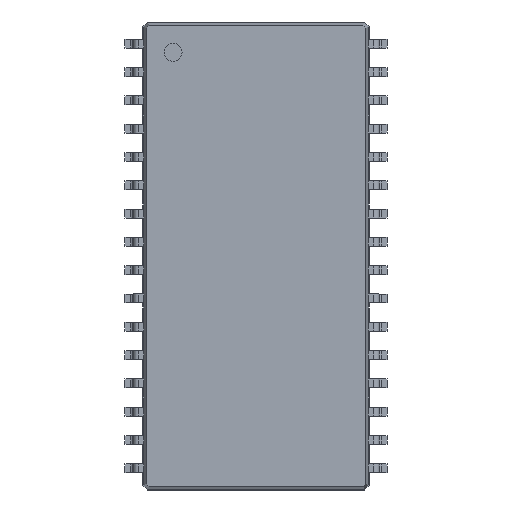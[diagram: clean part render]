
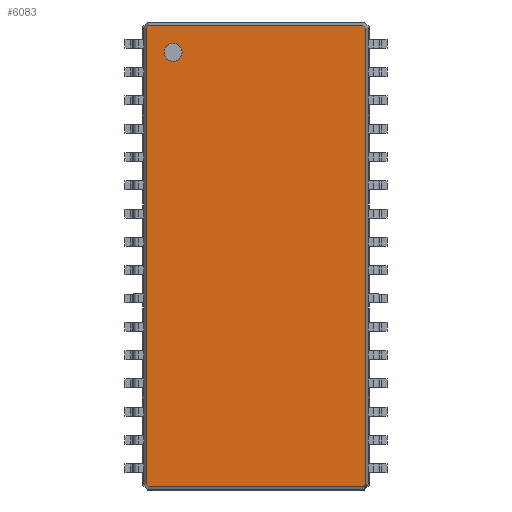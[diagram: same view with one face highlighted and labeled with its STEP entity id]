
A CAD part, top view. The second image highlights one B-rep face of the part: STEP entity #6083.
In plain terms, the highlighted planar face has unit normal (0, 0, 1).
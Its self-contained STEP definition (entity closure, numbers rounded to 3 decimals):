
#2182 = VERTEX_POINT('',#2183);
#2183 = CARTESIAN_POINT('',(4.918,-10.219,1.35));
#2188 = EDGE_CURVE('',#2189,#2182,#2191,.T.);
#2189 = VERTEX_POINT('',#2190);
#2190 = CARTESIAN_POINT('',(4.918,10.219,1.35));
#2191 = LINE('',#2192,#2193);
#2192 = CARTESIAN_POINT('',(4.918,10.219,1.35));
#2193 = VECTOR('',#2194,1.);
#2194 = DIRECTION('',(0.,-1.,0.));
#6047 = EDGE_CURVE('',#6048,#2189,#6050,.T.);
#6048 = VERTEX_POINT('',#6049);
#6049 = CARTESIAN_POINT('',(4.799,10.338,1.35));
#6050 = LINE('',#6051,#6052);
#6051 = CARTESIAN_POINT('',(4.799,10.338,1.35));
#6052 = VECTOR('',#6053,1.);
#6053 = DIRECTION('',(0.707,-0.707,0.));
#6083 = ADVANCED_FACE('',(#6084,#6134),#6145,.T.);
#6084 = FACE_BOUND('',#6085,.T.);
#6085 = EDGE_LOOP('',(#6086,#6094,#6102,#6110,#6118,#6126,#6132,#6133));
#6086 = ORIENTED_EDGE('',*,*,#6087,.F.);
#6087 = EDGE_CURVE('',#6088,#6048,#6090,.T.);
#6088 = VERTEX_POINT('',#6089);
#6089 = CARTESIAN_POINT('',(-4.799,10.338,1.35));
#6090 = LINE('',#6091,#6092);
#6091 = CARTESIAN_POINT('',(-4.799,10.338,1.35));
#6092 = VECTOR('',#6093,1.);
#6093 = DIRECTION('',(1.,0.,0.));
#6094 = ORIENTED_EDGE('',*,*,#6095,.F.);
#6095 = EDGE_CURVE('',#6096,#6088,#6098,.T.);
#6096 = VERTEX_POINT('',#6097);
#6097 = CARTESIAN_POINT('',(-4.918,10.219,1.35));
#6098 = LINE('',#6099,#6100);
#6099 = CARTESIAN_POINT('',(-4.918,10.219,1.35));
#6100 = VECTOR('',#6101,1.);
#6101 = DIRECTION('',(0.707,0.707,0.));
#6102 = ORIENTED_EDGE('',*,*,#6103,.F.);
#6103 = EDGE_CURVE('',#6104,#6096,#6106,.T.);
#6104 = VERTEX_POINT('',#6105);
#6105 = CARTESIAN_POINT('',(-4.918,-10.219,1.35));
#6106 = LINE('',#6107,#6108);
#6107 = CARTESIAN_POINT('',(-4.918,-10.219,1.35));
#6108 = VECTOR('',#6109,1.);
#6109 = DIRECTION('',(0.,1.,0.));
#6110 = ORIENTED_EDGE('',*,*,#6111,.F.);
#6111 = EDGE_CURVE('',#6112,#6104,#6114,.T.);
#6112 = VERTEX_POINT('',#6113);
#6113 = CARTESIAN_POINT('',(-4.799,-10.338,1.35));
#6114 = LINE('',#6115,#6116);
#6115 = CARTESIAN_POINT('',(-4.799,-10.338,1.35));
#6116 = VECTOR('',#6117,1.);
#6117 = DIRECTION('',(-0.707,0.707,0.));
#6118 = ORIENTED_EDGE('',*,*,#6119,.F.);
#6119 = EDGE_CURVE('',#6120,#6112,#6122,.T.);
#6120 = VERTEX_POINT('',#6121);
#6121 = CARTESIAN_POINT('',(4.799,-10.338,1.35));
#6122 = LINE('',#6123,#6124);
#6123 = CARTESIAN_POINT('',(4.799,-10.338,1.35));
#6124 = VECTOR('',#6125,1.);
#6125 = DIRECTION('',(-1.,0.,0.));
#6126 = ORIENTED_EDGE('',*,*,#6127,.F.);
#6127 = EDGE_CURVE('',#2182,#6120,#6128,.T.);
#6128 = LINE('',#6129,#6130);
#6129 = CARTESIAN_POINT('',(4.918,-10.219,1.35));
#6130 = VECTOR('',#6131,1.);
#6131 = DIRECTION('',(-0.707,-0.707,0.));
#6132 = ORIENTED_EDGE('',*,*,#2188,.F.);
#6133 = ORIENTED_EDGE('',*,*,#6047,.F.);
#6134 = FACE_BOUND('',#6135,.T.);
#6135 = EDGE_LOOP('',(#6136));
#6136 = ORIENTED_EDGE('',*,*,#6137,.F.);
#6137 = EDGE_CURVE('',#6138,#6138,#6140,.T.);
#6138 = VERTEX_POINT('',#6139);
#6139 = CARTESIAN_POINT('',(-3.718,8.738,1.35));
#6140 = CIRCLE('',#6141,0.4);
#6141 = AXIS2_PLACEMENT_3D('',#6142,#6143,#6144);
#6142 = CARTESIAN_POINT('',(-3.718,9.138,1.35));
#6143 = DIRECTION('',(-0.,0.,1.));
#6144 = DIRECTION('',(0.,-1.,0.));
#6145 = PLANE('',#6146);
#6146 = AXIS2_PLACEMENT_3D('',#6147,#6148,#6149);
#6147 = CARTESIAN_POINT('',(-4.799,10.338,1.35));
#6148 = DIRECTION('',(0.,0.,1.));
#6149 = DIRECTION('',(0.421,-0.907,0.));
